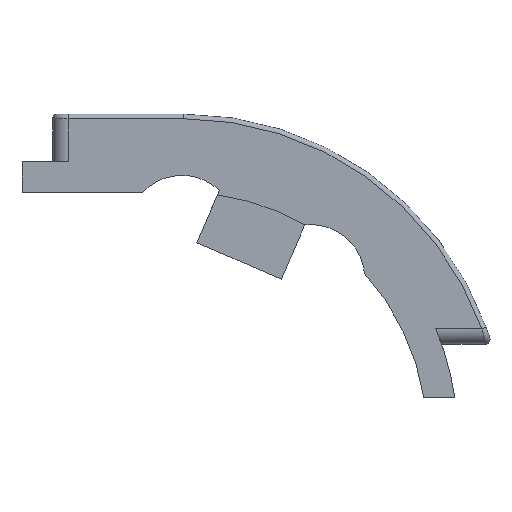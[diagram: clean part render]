
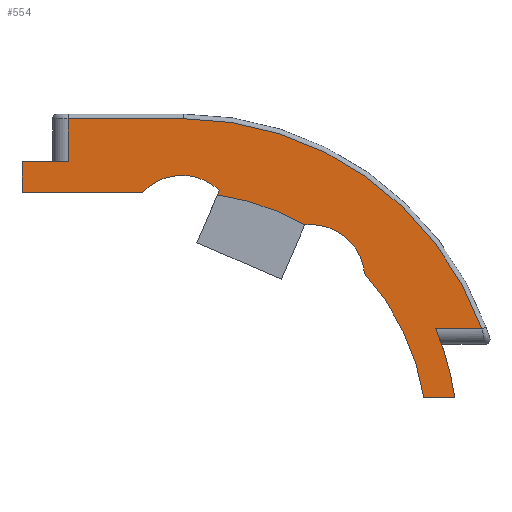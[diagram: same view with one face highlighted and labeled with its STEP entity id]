
A CAD part, front view. The second image highlights one B-rep face of the part: STEP entity #554.
In plain terms, the highlighted planar face has unit normal (0, -1, 0).
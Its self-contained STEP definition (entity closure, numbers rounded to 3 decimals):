
#28=CIRCLE('',#589,3.5);
#39=CIRCLE('',#603,20.7);
#47=CIRCLE('',#620,3.5);
#48=CIRCLE('',#621,15.901);
#49=CIRCLE('',#622,15.901);
#50=CIRCLE('',#623,17.901);
#86=FACE_OUTER_BOUND('',#119,.T.);
#119=EDGE_LOOP('',(#425,#426,#427,#428,#429,#430,#431,#432,#433,#434,#435,
#436,#437,#438));
#145=LINE('',#918,#191);
#150=LINE('',#1004,#196);
#157=LINE('',#1023,#203);
#158=LINE('',#1025,#204);
#159=LINE('',#1027,#205);
#160=LINE('',#1031,#206);
#161=LINE('',#1036,#207);
#162=LINE('',#1039,#208);
#191=VECTOR('',#697,10.);
#196=VECTOR('',#716,10.);
#203=VECTOR('',#737,10.);
#204=VECTOR('',#738,10.);
#205=VECTOR('',#739,10.);
#206=VECTOR('',#742,10.);
#207=VECTOR('',#747,10.);
#208=VECTOR('',#750,10.);
#234=VERTEX_POINT('',#830);
#235=VERTEX_POINT('',#832);
#246=VERTEX_POINT('',#906);
#249=VERTEX_POINT('',#911);
#251=VERTEX_POINT('',#916);
#255=VERTEX_POINT('',#1002);
#260=VERTEX_POINT('',#1022);
#261=VERTEX_POINT('',#1024);
#262=VERTEX_POINT('',#1026);
#263=VERTEX_POINT('',#1028);
#264=VERTEX_POINT('',#1030);
#265=VERTEX_POINT('',#1033);
#266=VERTEX_POINT('',#1035);
#267=VERTEX_POINT('',#1037);
#286=EDGE_CURVE('',#235,#234,#28,.F.);
#302=EDGE_CURVE('',#249,#246,#39,.T.);
#304=EDGE_CURVE('',#251,#249,#145,.T.);
#315=EDGE_CURVE('',#255,#251,#150,.T.);
#324=EDGE_CURVE('',#255,#260,#157,.T.);
#325=EDGE_CURVE('',#260,#261,#158,.T.);
#326=EDGE_CURVE('',#261,#262,#159,.T.);
#327=EDGE_CURVE('',#262,#263,#47,.F.);
#328=EDGE_CURVE('',#263,#264,#160,.T.);
#329=EDGE_CURVE('',#264,#235,#48,.F.);
#330=EDGE_CURVE('',#234,#265,#49,.F.);
#331=EDGE_CURVE('',#265,#266,#161,.T.);
#332=EDGE_CURVE('',#266,#267,#50,.T.);
#333=EDGE_CURVE('',#246,#267,#162,.T.);
#425=ORIENTED_EDGE('',*,*,#304,.F.);
#426=ORIENTED_EDGE('',*,*,#315,.F.);
#427=ORIENTED_EDGE('',*,*,#324,.T.);
#428=ORIENTED_EDGE('',*,*,#325,.T.);
#429=ORIENTED_EDGE('',*,*,#326,.T.);
#430=ORIENTED_EDGE('',*,*,#327,.T.);
#431=ORIENTED_EDGE('',*,*,#328,.T.);
#432=ORIENTED_EDGE('',*,*,#329,.T.);
#433=ORIENTED_EDGE('',*,*,#286,.T.);
#434=ORIENTED_EDGE('',*,*,#330,.T.);
#435=ORIENTED_EDGE('',*,*,#331,.T.);
#436=ORIENTED_EDGE('',*,*,#332,.T.);
#437=ORIENTED_EDGE('',*,*,#333,.F.);
#438=ORIENTED_EDGE('',*,*,#302,.F.);
#529=PLANE('',#619);
#554=ADVANCED_FACE('',(#86),#529,.T.);
#589=AXIS2_PLACEMENT_3D('',#833,#660,#661);
#603=AXIS2_PLACEMENT_3D('',#913,#691,#692);
#619=AXIS2_PLACEMENT_3D('',#1021,#735,#736);
#620=AXIS2_PLACEMENT_3D('',#1029,#740,#741);
#621=AXIS2_PLACEMENT_3D('',#1032,#743,#744);
#622=AXIS2_PLACEMENT_3D('',#1034,#745,#746);
#623=AXIS2_PLACEMENT_3D('',#1038,#748,#749);
#660=DIRECTION('center_axis',(0.,-1.,0.));
#661=DIRECTION('ref_axis',(0.,0.,-1.));
#691=DIRECTION('center_axis',(0.,1.,0.));
#692=DIRECTION('ref_axis',(0.577,0.,0.816));
#697=DIRECTION('',(1.,0.,0.));
#716=DIRECTION('',(0.,0.,1.));
#735=DIRECTION('center_axis',(0.,-1.,0.));
#736=DIRECTION('ref_axis',(0.,0.,1.));
#737=DIRECTION('',(-1.,0.,0.));
#738=DIRECTION('',(0.,0.,-1.));
#739=DIRECTION('',(1.,0.,0.));
#740=DIRECTION('center_axis',(0.,-1.,0.));
#741=DIRECTION('ref_axis',(0.,0.,-1.));
#742=DIRECTION('',(-0.399,0.,-0.917));
#743=DIRECTION('center_axis',(0.,-1.,0.));
#744=DIRECTION('ref_axis',(0.,0.,-1.));
#745=DIRECTION('center_axis',(0.,-1.,0.));
#746=DIRECTION('ref_axis',(0.,0.,-1.));
#747=DIRECTION('',(1.,0.,0.));
#748=DIRECTION('center_axis',(0.,-1.,0.));
#749=DIRECTION('ref_axis',(0.,0.,-1.));
#750=DIRECTION('',(-1.,0.,0.));
#830=CARTESIAN_POINT('',(11.828,0.25,10.627));
#832=CARTESIAN_POINT('',(7.943,0.25,13.775));
#833=CARTESIAN_POINT('Origin',(8.343,0.25,10.298));
#906=CARTESIAN_POINT('',(19.481,0.25,7.));
#911=CARTESIAN_POINT('',(0.,0.25,20.7));
#913=CARTESIAN_POINT('Origin',(0.,0.25,0.));
#916=CARTESIAN_POINT('',(-7.5,0.25,20.7));
#918=CARTESIAN_POINT('',(0.,0.25,20.7));
#1002=CARTESIAN_POINT('',(-7.5,0.25,17.901));
#1004=CARTESIAN_POINT('',(-7.5,0.25,10.75));
#1021=CARTESIAN_POINT('Origin',(0.,0.25,0.));
#1022=CARTESIAN_POINT('',(-10.5,0.25,17.901));
#1023=CARTESIAN_POINT('',(-5.25,0.25,17.901));
#1024=CARTESIAN_POINT('',(-10.5,0.25,15.901));
#1025=CARTESIAN_POINT('',(-10.5,0.25,7.95));
#1026=CARTESIAN_POINT('',(-2.624,0.25,15.901));
#1027=CARTESIAN_POINT('',(-4.25,0.25,15.901));
#1028=CARTESIAN_POINT('',(2.374,0.25,16.015));
#1029=CARTESIAN_POINT('Origin',(-0.069,0.25,13.509));
#1030=CARTESIAN_POINT('',(2.255,0.25,15.74));
#1031=CARTESIAN_POINT('',(-1.529,0.25,7.037));
#1032=CARTESIAN_POINT('Origin',(0.,0.25,0.));
#1033=CARTESIAN_POINT('',(15.703,0.25,2.5));
#1034=CARTESIAN_POINT('Origin',(0.,0.25,0.));
#1035=CARTESIAN_POINT('',(17.725,0.25,2.5));
#1036=CARTESIAN_POINT('',(7.851,0.25,2.5));
#1037=CARTESIAN_POINT('',(16.475,0.25,7.));
#1038=CARTESIAN_POINT('Origin',(0.,0.25,0.));
#1039=CARTESIAN_POINT('',(10.323,0.25,7.));
